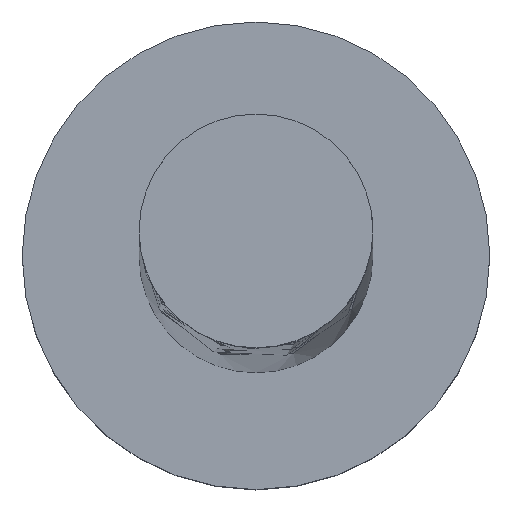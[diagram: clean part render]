
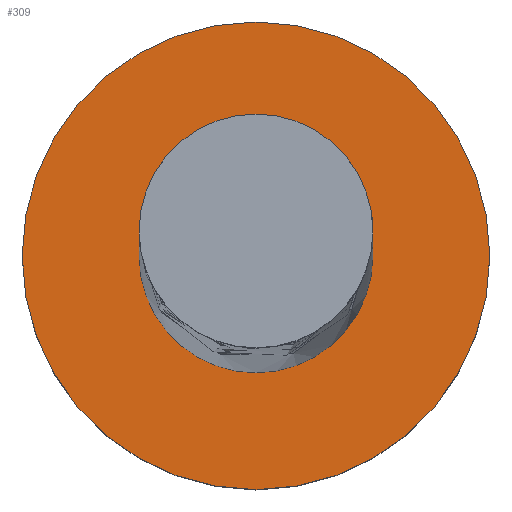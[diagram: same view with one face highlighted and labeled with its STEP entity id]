
A CAD part, top view. The second image highlights one B-rep face of the part: STEP entity #309.
In plain terms, the highlighted planar face has unit normal (0, 0, 1).
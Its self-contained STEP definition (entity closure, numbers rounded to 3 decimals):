
#6 = ORIENTED_EDGE ( 'NONE', *, *, #1146, .F. ) ;
#91 = CARTESIAN_POINT ( 'NONE',  ( 0., 0., 5. ) ) ;
#100 = DIRECTION ( 'NONE',  ( 0., 0., 1. ) ) ;
#142 = VERTEX_POINT ( 'NONE', #654 ) ;
#309 = ADVANCED_FACE ( 'NONE', ( #1262, #1252 ), #1107, .T. ) ;
#317 = VERTEX_POINT ( 'NONE', #1390 ) ;
#416 = EDGE_CURVE ( 'NONE', #142, #500, #1349, .T. ) ;
#500 = VERTEX_POINT ( 'NONE', #983 ) ;
#548 = CARTESIAN_POINT ( 'NONE',  ( 0., 0., 5. ) ) ;
#585 = CARTESIAN_POINT ( 'NONE',  ( 0., 0., 5. ) ) ;
#654 = CARTESIAN_POINT ( 'NONE',  ( 6., 0., 5. ) ) ;
#712 = CIRCLE ( 'NONE', #953, 3. ) ;
#749 = ORIENTED_EDGE ( 'NONE', *, *, #416, .T. ) ;
#832 = CARTESIAN_POINT ( 'NONE',  ( 0., 0., 5. ) ) ;
#953 = AXIS2_PLACEMENT_3D ( 'NONE', #1405, #1682, #1699 ) ;
#982 = EDGE_LOOP ( 'NONE', ( #6, #1593 ) ) ;
#983 = CARTESIAN_POINT ( 'NONE',  ( -6., 0., 5. ) ) ;
#1085 = EDGE_CURVE ( 'NONE', #317, #1163, #712, .T. ) ;
#1104 = AXIS2_PLACEMENT_3D ( 'NONE', #585, #1160, #1573 ) ;
#1107 = PLANE ( 'NONE',  #1667 ) ;
#1146 = EDGE_CURVE ( 'NONE', #1163, #317, #1873, .T. ) ;
#1160 = DIRECTION ( 'NONE',  ( 0., 0., 1. ) ) ;
#1163 = VERTEX_POINT ( 'NONE', #1584 ) ;
#1252 = FACE_OUTER_BOUND ( 'NONE', #1298, .T. ) ;
#1262 = FACE_BOUND ( 'NONE', #982, .T. ) ;
#1298 = EDGE_LOOP ( 'NONE', ( #1806, #749 ) ) ;
#1349 = CIRCLE ( 'NONE', #1383, 6. ) ;
#1383 = AXIS2_PLACEMENT_3D ( 'NONE', #548, #100, #1848 ) ;
#1390 = CARTESIAN_POINT ( 'NONE',  ( 3., 0., 5. ) ) ;
#1405 = CARTESIAN_POINT ( 'NONE',  ( 0., 0., 5. ) ) ;
#1413 = DIRECTION ( 'NONE',  ( 1., 0., 0. ) ) ;
#1442 = CIRCLE ( 'NONE', #1104, 6. ) ;
#1529 = DIRECTION ( 'NONE',  ( 1., 0., 0. ) ) ;
#1543 = EDGE_CURVE ( 'NONE', #500, #142, #1442, .T. ) ;
#1557 = DIRECTION ( 'NONE',  ( 0., 0., 1. ) ) ;
#1563 = DIRECTION ( 'NONE',  ( 0., 0., 1. ) ) ;
#1573 = DIRECTION ( 'NONE',  ( 1., 0., 0. ) ) ;
#1584 = CARTESIAN_POINT ( 'NONE',  ( -3., 0., 5. ) ) ;
#1593 = ORIENTED_EDGE ( 'NONE', *, *, #1085, .F. ) ;
#1667 = AXIS2_PLACEMENT_3D ( 'NONE', #91, #1557, #1529 ) ;
#1682 = DIRECTION ( 'NONE',  ( 0., 0., 1. ) ) ;
#1699 = DIRECTION ( 'NONE',  ( 1., 0., 0. ) ) ;
#1717 = AXIS2_PLACEMENT_3D ( 'NONE', #832, #1563, #1413 ) ;
#1806 = ORIENTED_EDGE ( 'NONE', *, *, #1543, .T. ) ;
#1848 = DIRECTION ( 'NONE',  ( 1., 0., 0. ) ) ;
#1873 = CIRCLE ( 'NONE', #1717, 3. ) ;
